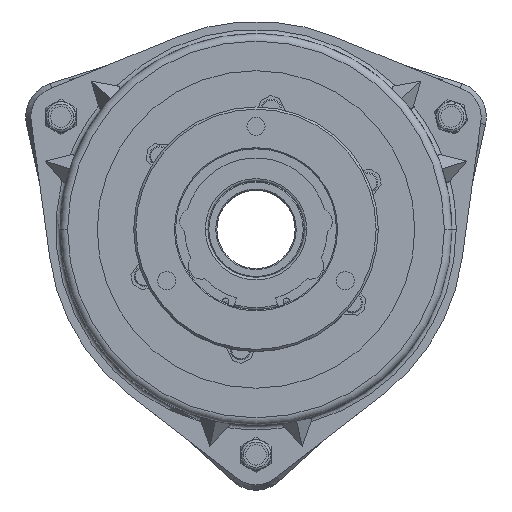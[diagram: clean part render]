
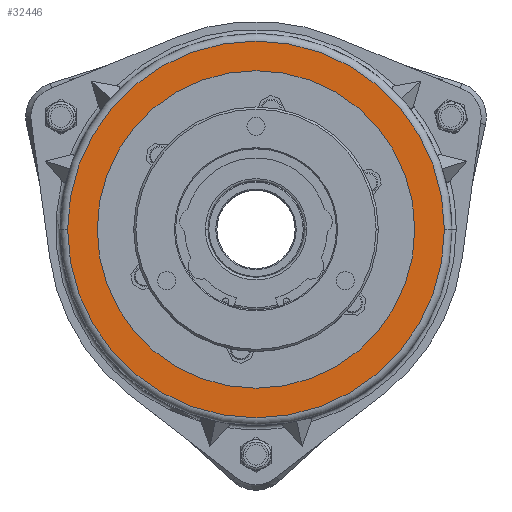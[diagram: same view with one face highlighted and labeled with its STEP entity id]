
A CAD part, top view. The second image highlights one B-rep face of the part: STEP entity #32446.
In plain terms, the highlighted planar face has unit normal (0, 0, 1).
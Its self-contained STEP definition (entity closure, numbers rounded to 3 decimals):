
#479 = DIRECTION ( 'NONE',  ( 0., 0., 1. ) ) ;
#775 = EDGE_LOOP ( 'NONE', ( #21856, #32860 ) ) ;
#1100 = DIRECTION ( 'NONE',  ( -1., 0., 0. ) ) ;
#1693 = CARTESIAN_POINT ( 'NONE',  ( -74., 0., 39.7 ) ) ;
#3752 = DIRECTION ( 'NONE',  ( 0., 0., 1. ) ) ;
#4004 = DIRECTION ( 'NONE',  ( 0., 0., 1. ) ) ;
#5589 = AXIS2_PLACEMENT_3D ( 'NONE', #20527, #3752, #23362 ) ;
#5871 = AXIS2_PLACEMENT_3D ( 'NONE', #17269, #479, #20069 ) ;
#6956 = CARTESIAN_POINT ( 'NONE',  ( 0., 0., 39.7 ) ) ;
#7002 = AXIS2_PLACEMENT_3D ( 'NONE', #34582, #17886, #1100 ) ;
#8379 = FACE_BOUND ( 'NONE', #30719, .T. ) ;
#8941 = CARTESIAN_POINT ( 'NONE',  ( 74., 0., 39.7 ) ) ;
#9770 = DIRECTION ( 'NONE',  ( -1., 0., 0. ) ) ;
#11032 = EDGE_CURVE ( 'NONE', #13076, #26810, #24051, .T. ) ;
#13076 = VERTEX_POINT ( 'NONE', #8941 ) ;
#14233 = CARTESIAN_POINT ( 'NONE',  ( -87.8, 0., 39.7 ) ) ;
#14418 = AXIS2_PLACEMENT_3D ( 'NONE', #6956, #26562, #9770 ) ;
#14864 = PLANE ( 'NONE',  #5589 ) ;
#15876 = FACE_OUTER_BOUND ( 'NONE', #775, .T. ) ;
#16262 = ORIENTED_EDGE ( 'NONE', *, *, #11032, .T. ) ;
#17269 = CARTESIAN_POINT ( 'NONE',  ( 0., 0., 39.7 ) ) ;
#17886 = DIRECTION ( 'NONE',  ( 0., 0., -1. ) ) ;
#20069 = DIRECTION ( 'NONE',  ( 1., 0., 0. ) ) ;
#20510 = ORIENTED_EDGE ( 'NONE', *, *, #31994, .T. ) ;
#20527 = CARTESIAN_POINT ( 'NONE',  ( 0., 74., 39.7 ) ) ;
#20783 = CARTESIAN_POINT ( 'NONE',  ( 0., 0., 39.7 ) ) ;
#21197 = CARTESIAN_POINT ( 'NONE',  ( 87.8, 0., 39.7 ) ) ;
#21856 = ORIENTED_EDGE ( 'NONE', *, *, #28291, .T. ) ;
#22443 = VERTEX_POINT ( 'NONE', #21197 ) ;
#23362 = DIRECTION ( 'NONE',  ( 1., 0., 0. ) ) ;
#23624 = DIRECTION ( 'NONE',  ( 1., 0., 0. ) ) ;
#24051 = CIRCLE ( 'NONE', #14418, 74. ) ;
#26562 = DIRECTION ( 'NONE',  ( 0., 0., -1. ) ) ;
#26810 = VERTEX_POINT ( 'NONE', #1693 ) ;
#28076 = AXIS2_PLACEMENT_3D ( 'NONE', #20783, #4004, #23624 ) ;
#28291 = EDGE_CURVE ( 'NONE', #22443, #28766, #33966, .T. ) ;
#28766 = VERTEX_POINT ( 'NONE', #14233 ) ;
#30595 = EDGE_CURVE ( 'NONE', #28766, #22443, #35608, .T. ) ;
#30719 = EDGE_LOOP ( 'NONE', ( #20510, #16262 ) ) ;
#31994 = EDGE_CURVE ( 'NONE', #26810, #13076, #33804, .T. ) ;
#32446 = ADVANCED_FACE ( 'NONE', ( #15876, #8379 ), #14864, .T. ) ;
#32860 = ORIENTED_EDGE ( 'NONE', *, *, #30595, .T. ) ;
#33804 = CIRCLE ( 'NONE', #7002, 74. ) ;
#33966 = CIRCLE ( 'NONE', #5871, 87.8 ) ;
#34582 = CARTESIAN_POINT ( 'NONE',  ( 0., 0., 39.7 ) ) ;
#35608 = CIRCLE ( 'NONE', #28076, 87.8 ) ;
